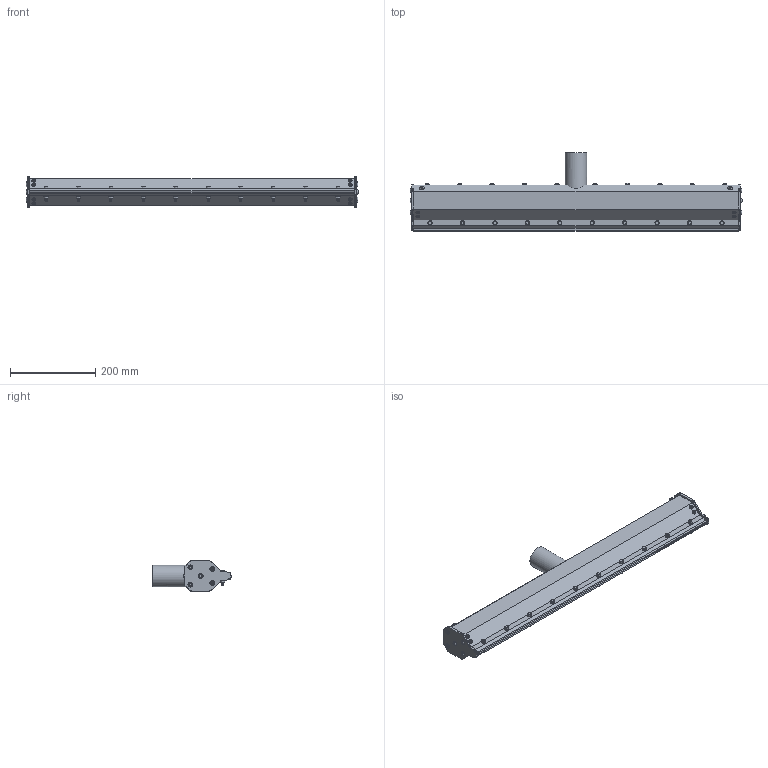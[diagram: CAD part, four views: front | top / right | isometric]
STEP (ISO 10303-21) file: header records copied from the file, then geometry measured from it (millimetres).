
FILE_DESCRIPTION(/* description */ (''),/* implementation_level */ '2;1');
FILE_NAME(/* name */ 'KA22xxx030_A.stp',/* time_stamp */ '2018-12-07T11:46:11-05:00',/* author */ ('James'),/* organization */ (''),/* preprocessor_version */ 'ST-DEVELOPER v16.5',/* originating_system */ 'Autodesk Inventor 2017',/* authorisation */ '');
FILE_SCHEMA (('AUTOMOTIVE_DESIGN { 1 0 10303 214 3 1 1 }'));
Length unit declared in the file: inch
Products named in the file (1): KA22xxx030_A
Bounding box: 779.86 x 183.59 x 71.13 mm (x, y, z)
Volume: 3798694.4 mm3; surface area: 262539 mm2
Topology: 1 solids, 1 shells, 688 faces, 1511 edges, 982 vertices
Faces by surface type: plane 282, cylinder 194, cone 150, sphere 32, bspline 20, torus 10
Full cylindrical faces by diameter (mm): 7.6 x8, 8.5 x10, 9 x8, 9.5 x12, 10 x20, 10.135 x10, 10.5 x12, 11 x24, 50.8 x1
Entity records: 47148 total; most frequent: CARTESIAN_POINT 33325, DIRECTION 2910, ORIENTED_EDGE 2606, EDGE_CURVE 1303, AXIS2_PLACEMENT_3D 1260, EDGE_LOOP 990, VERTEX_POINT 919, FACE_OUTER_BOUND 688
